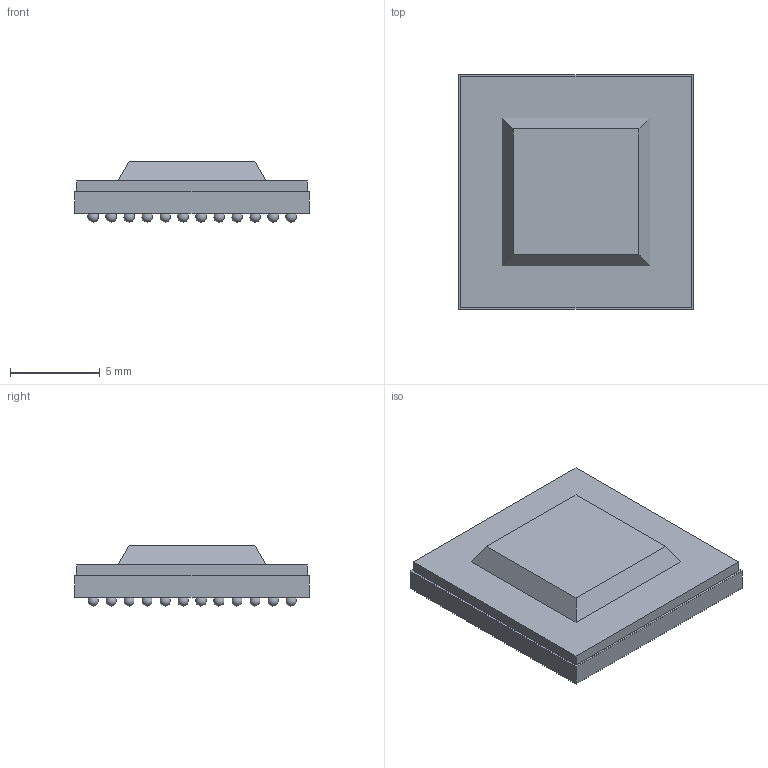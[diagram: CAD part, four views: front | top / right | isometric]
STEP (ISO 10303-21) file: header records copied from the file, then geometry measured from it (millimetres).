
FILE_DESCRIPTION(('FreeCAD Model'),'2;1');
FILE_NAME('Texas_CTR.stp', '2019-05-30T23:36:11',('Author'),(''), 'Open CASCADE STEP processor 7.3','FreeCAD','Unknown');
FILE_SCHEMA(('AUTOMOTIVE_DESIGN { 1 0 10303 214 1 1 1 1 }'));
Length unit declared in the file: millimetre
Products named in the file (1): union
Bounding box: 13.05 x 13.05 x 3.35 mm (x, y, z)
Volume: 377.5 mm3; surface area: 565.2 mm2
Topology: 1 solids, 1 shells, 160 faces, 468 edges, 312 vertices
Faces by surface type: sphere 144, plane 16
Entity records: 10098 total; most frequent: DIRECTION 1574, CARTESIAN_POINT 1453, ORIENTED_EDGE 648, PCURVE 648, DEFINITIONAL_REPRESENTATION 648, LINE 532, VECTOR 532, AXIS2_PLACEMENT_3D 449
